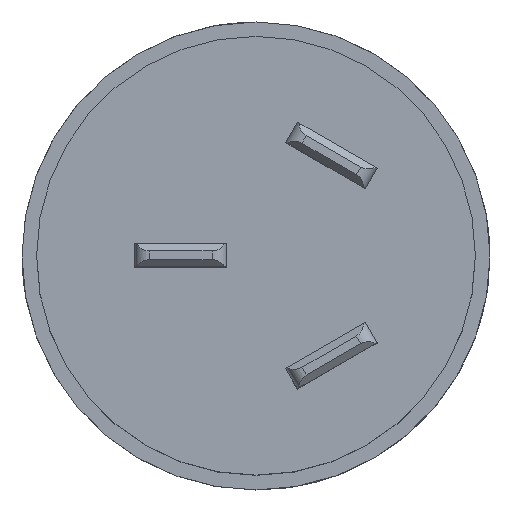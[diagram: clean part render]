
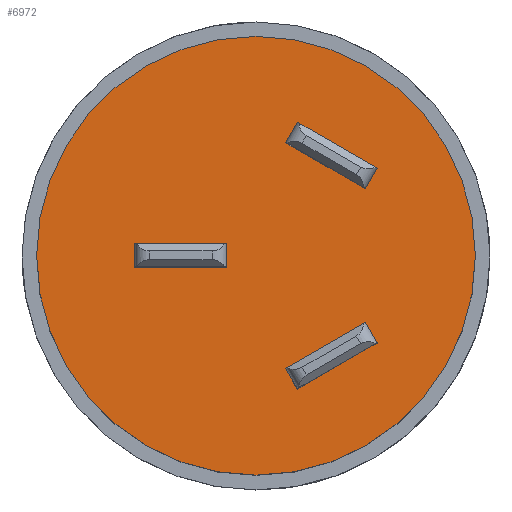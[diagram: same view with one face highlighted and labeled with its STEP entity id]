
A CAD part, top view. The second image highlights one B-rep face of the part: STEP entity #6972.
In plain terms, the highlighted planar face has unit normal (0, 0, 1).
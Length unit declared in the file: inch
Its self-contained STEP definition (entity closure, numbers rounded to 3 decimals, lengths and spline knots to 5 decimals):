
#131 = EDGE_LOOP ( 'NONE', ( #3262, #792, #2810, #9871 ) ) ;
#322 = LINE ( 'NONE', #2847, #3861 ) ;
#454 = LINE ( 'NONE', #1219, #9316 ) ;
#498 = DIRECTION ( 'NONE',  ( 0.866, 0.5, 0. ) ) ;
#614 = CARTESIAN_POINT ( 'NONE',  ( 0.35897, -0.1111, 0. ) ) ;
#792 = ORIENTED_EDGE ( 'NONE', *, *, #1493, .F. ) ;
#905 = LINE ( 'NONE', #10089, #4020 ) ;
#1219 = CARTESIAN_POINT ( 'NONE',  ( -0.23495, -0.3259, 0. ) ) ;
#1307 = ORIENTED_EDGE ( 'NONE', *, *, #5874, .F. ) ;
#1388 = VECTOR ( 'NONE', #7046, 39.37008 ) ;
#1493 = EDGE_CURVE ( 'NONE', #7881, #4317, #9949, .T. ) ;
#1509 = DIRECTION ( 'NONE',  ( -1., 0., 0. ) ) ;
#1770 = CARTESIAN_POINT ( 'NONE',  ( -0.23495, -0.3259, 0. ) ) ;
#1817 = CARTESIAN_POINT ( 'NONE',  ( -0.59055, 0., 0. ) ) ;
#1842 = VECTOR ( 'NONE', #4183, 39.37008 ) ;
#1957 = LINE ( 'NONE', #10421, #5110 ) ;
#2108 = ORIENTED_EDGE ( 'NONE', *, *, #9448, .F. ) ;
#2170 = LINE ( 'NONE', #5522, #5977 ) ;
#2186 = VERTEX_POINT ( 'NONE', #8392 ) ;
#2272 = PLANE ( 'NONE',  #9328 ) ;
#2300 = EDGE_CURVE ( 'NONE', #2528, #6413, #6324, .T. ) ;
#2322 = EDGE_CURVE ( 'NONE', #10297, #5071, #2170, .T. ) ;
#2329 = VERTEX_POINT ( 'NONE', #8869 ) ;
#2330 = FACE_BOUND ( 'NONE', #5539, .T. ) ;
#2528 = VERTEX_POINT ( 'NONE', #8476 ) ;
#2662 = AXIS2_PLACEMENT_3D ( 'NONE', #2838, #7738, #9395 ) ;
#2810 = ORIENTED_EDGE ( 'NONE', *, *, #6531, .F. ) ;
#2836 = ORIENTED_EDGE ( 'NONE', *, *, #2300, .T. ) ;
#2838 = CARTESIAN_POINT ( 'NONE',  ( 0., 0., 0. ) ) ;
#2847 = CARTESIAN_POINT ( 'NONE',  ( 0.30442, -0.07961, 0. ) ) ;
#2980 = VECTOR ( 'NONE', #4711, 39.37008 ) ;
#2982 = DIRECTION ( 'NONE',  ( 0., 0., 1. ) ) ;
#3092 = FACE_OUTER_BOUND ( 'NONE', #8566, .T. ) ;
#3112 = LINE ( 'NONE', #7401, #2980 ) ;
#3151 = AXIS2_PLACEMENT_3D ( 'NONE', #7156, #2982, #6346 ) ;
#3262 = ORIENTED_EDGE ( 'NONE', *, *, #7631, .F. ) ;
#3301 = DIRECTION ( 'NONE',  ( 0.5, -0.866, 0. ) ) ;
#3490 = LINE ( 'NONE', #6955, #7015 ) ;
#3512 = DIRECTION ( 'NONE',  ( -0.866, 0.5, 0. ) ) ;
#3624 = VERTEX_POINT ( 'NONE', #9537 ) ;
#3855 = VECTOR ( 'NONE', #7130, 39.37008 ) ;
#3861 = VECTOR ( 'NONE', #3512, 39.37008 ) ;
#3941 = LINE ( 'NONE', #8015, #3855 ) ;
#4020 = VECTOR ( 'NONE', #4146, 39.37008 ) ;
#4103 = VERTEX_POINT ( 'NONE', #10438 ) ;
#4146 = DIRECTION ( 'NONE',  ( 0., 1., 0. ) ) ;
#4183 = DIRECTION ( 'NONE',  ( -1., 0., 0. ) ) ;
#4317 = VERTEX_POINT ( 'NONE', #6847 ) ;
#4334 = CARTESIAN_POINT ( 'NONE',  ( -0.0315, 0.07874, 0. ) ) ;
#4663 = ORIENTED_EDGE ( 'NONE', *, *, #5630, .F. ) ;
#4711 = DIRECTION ( 'NONE',  ( 0.866, -0.5, 0. ) ) ;
#4887 = EDGE_CURVE ( 'NONE', #3624, #4103, #3490, .T. ) ;
#5017 = LINE ( 'NONE', #10021, #1842 ) ;
#5071 = VERTEX_POINT ( 'NONE', #8714 ) ;
#5110 = VECTOR ( 'NONE', #10521, 39.37008 ) ;
#5201 = EDGE_CURVE ( 'NONE', #5071, #2329, #905, .T. ) ;
#5522 = CARTESIAN_POINT ( 'NONE',  ( -0.0315, 0.07874, 0. ) ) ;
#5539 = EDGE_LOOP ( 'NONE', ( #4663, #6783, #10129, #8598 ) ) ;
#5630 = EDGE_CURVE ( 'NONE', #8300, #10297, #3941, .T. ) ;
#5874 = EDGE_CURVE ( 'NONE', #9446, #3624, #1957, .T. ) ;
#5951 = LINE ( 'NONE', #1770, #10625 ) ;
#5977 = VECTOR ( 'NONE', #7939, 39.37008 ) ;
#6324 = CIRCLE ( 'NONE', #3151, 0.59055 ) ;
#6346 = DIRECTION ( 'NONE',  ( 1., 0., 0. ) ) ;
#6413 = VERTEX_POINT ( 'NONE', #1817 ) ;
#6451 = FACE_BOUND ( 'NONE', #10206, .T. ) ;
#6531 = EDGE_CURVE ( 'NONE', #8310, #7881, #322, .T. ) ;
#6783 = ORIENTED_EDGE ( 'NONE', *, *, #9492, .F. ) ;
#6847 = CARTESIAN_POINT ( 'NONE',  ( 0.1804, -0.29441, 0. ) ) ;
#6955 = CARTESIAN_POINT ( 'NONE',  ( -0.35897, -0.1111, 0. ) ) ;
#6972 = ADVANCED_FACE ( 'NONE', ( #9754, #3092, #6451, #2330 ), #2272, .F. ) ;
#6991 = LINE ( 'NONE', #8591, #1388 ) ;
#7015 = VECTOR ( 'NONE', #10530, 39.37008 ) ;
#7046 = DIRECTION ( 'NONE',  ( 0.5, 0.866, 0. ) ) ;
#7130 = DIRECTION ( 'NONE',  ( 0., -1., 0. ) ) ;
#7156 = CARTESIAN_POINT ( 'NONE',  ( 0., 0., 0. ) ) ;
#7360 = CARTESIAN_POINT ( 'NONE',  ( -0.0315, 0.32677, 0. ) ) ;
#7401 = CARTESIAN_POINT ( 'NONE',  ( 0.1804, -0.29441, 0. ) ) ;
#7525 = ORIENTED_EDGE ( 'NONE', *, *, #7860, .T. ) ;
#7631 = EDGE_CURVE ( 'NONE', #4317, #2186, #3112, .T. ) ;
#7738 = DIRECTION ( 'NONE',  ( 0., 0., 1. ) ) ;
#7852 = CARTESIAN_POINT ( 'NONE',  ( 0.30442, -0.07961, 0. ) ) ;
#7860 = EDGE_CURVE ( 'NONE', #6413, #2528, #9658, .T. ) ;
#7881 = VERTEX_POINT ( 'NONE', #7852 ) ;
#7939 = DIRECTION ( 'NONE',  ( 1., 0., 0. ) ) ;
#8015 = CARTESIAN_POINT ( 'NONE',  ( -0.0315, 0.32677, 0. ) ) ;
#8144 = VECTOR ( 'NONE', #8192, 39.37008 ) ;
#8150 = EDGE_CURVE ( 'NONE', #9365, #9446, #454, .T. ) ;
#8192 = DIRECTION ( 'NONE',  ( -0.5, -0.866, 0. ) ) ;
#8300 = VERTEX_POINT ( 'NONE', #7360 ) ;
#8310 = VERTEX_POINT ( 'NONE', #614 ) ;
#8392 = CARTESIAN_POINT ( 'NONE',  ( 0.23495, -0.3259, 0. ) ) ;
#8476 = CARTESIAN_POINT ( 'NONE',  ( 0.59055, 0., 0. ) ) ;
#8566 = EDGE_LOOP ( 'NONE', ( #2836, #7525 ) ) ;
#8591 = CARTESIAN_POINT ( 'NONE',  ( 0.23495, -0.3259, 0. ) ) ;
#8598 = ORIENTED_EDGE ( 'NONE', *, *, #2322, .F. ) ;
#8714 = CARTESIAN_POINT ( 'NONE',  ( 0.0315, 0.07874, 0. ) ) ;
#8869 = CARTESIAN_POINT ( 'NONE',  ( 0.0315, 0.32677, 0. ) ) ;
#8981 = CARTESIAN_POINT ( 'NONE',  ( 0., 0., 0. ) ) ;
#9038 = DIRECTION ( 'NONE',  ( 0., 0., -1. ) ) ;
#9316 = VECTOR ( 'NONE', #498, 39.37008 ) ;
#9328 = AXIS2_PLACEMENT_3D ( 'NONE', #8981, #9038, #1509 ) ;
#9364 = CARTESIAN_POINT ( 'NONE',  ( -0.1804, -0.29441, 0. ) ) ;
#9365 = VERTEX_POINT ( 'NONE', #9436 ) ;
#9395 = DIRECTION ( 'NONE',  ( 1., 0., 0. ) ) ;
#9436 = CARTESIAN_POINT ( 'NONE',  ( -0.23495, -0.3259, 0. ) ) ;
#9446 = VERTEX_POINT ( 'NONE', #9364 ) ;
#9448 = EDGE_CURVE ( 'NONE', #4103, #9365, #5951, .T. ) ;
#9492 = EDGE_CURVE ( 'NONE', #2329, #8300, #5017, .T. ) ;
#9537 = CARTESIAN_POINT ( 'NONE',  ( -0.30442, -0.07961, 0. ) ) ;
#9658 = CIRCLE ( 'NONE', #2662, 0.59055 ) ;
#9736 = CARTESIAN_POINT ( 'NONE',  ( 0.1804, -0.29441, 0. ) ) ;
#9754 = FACE_BOUND ( 'NONE', #131, .T. ) ;
#9871 = ORIENTED_EDGE ( 'NONE', *, *, #10789, .F. ) ;
#9949 = LINE ( 'NONE', #9736, #8144 ) ;
#10021 = CARTESIAN_POINT ( 'NONE',  ( -0.0315, 0.32677, 0. ) ) ;
#10089 = CARTESIAN_POINT ( 'NONE',  ( 0.0315, 0.32677, 0. ) ) ;
#10129 = ORIENTED_EDGE ( 'NONE', *, *, #5201, .F. ) ;
#10206 = EDGE_LOOP ( 'NONE', ( #10753, #2108, #10839, #1307 ) ) ;
#10297 = VERTEX_POINT ( 'NONE', #4334 ) ;
#10421 = CARTESIAN_POINT ( 'NONE',  ( -0.1804, -0.29441, 0. ) ) ;
#10438 = CARTESIAN_POINT ( 'NONE',  ( -0.35897, -0.1111, 0. ) ) ;
#10521 = DIRECTION ( 'NONE',  ( -0.5, 0.866, 0. ) ) ;
#10530 = DIRECTION ( 'NONE',  ( -0.866, -0.5, 0. ) ) ;
#10625 = VECTOR ( 'NONE', #3301, 39.37008 ) ;
#10753 = ORIENTED_EDGE ( 'NONE', *, *, #8150, .F. ) ;
#10789 = EDGE_CURVE ( 'NONE', #2186, #8310, #6991, .T. ) ;
#10839 = ORIENTED_EDGE ( 'NONE', *, *, #4887, .F. ) ;
